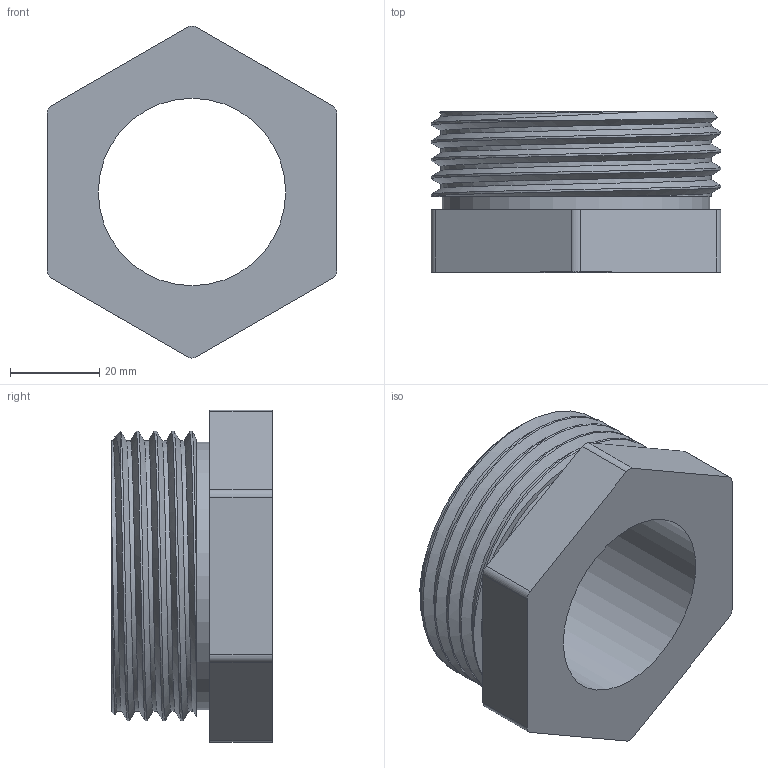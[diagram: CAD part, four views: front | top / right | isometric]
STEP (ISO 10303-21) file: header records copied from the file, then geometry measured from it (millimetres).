
FILE_DESCRIPTION (( 'STEP AP214' ), '1' );
FILE_NAME ('Part 15 Nut Guide Rod.STEP', '2025-04-02T10:41:03', ( '' ), ( '' ), 'SwSTEP 2.0', 'SolidWorks 2025', '' );
FILE_SCHEMA (( 'AUTOMOTIVE_DESIGN' ));
Length unit declared in the file: millimetre
Products named in the file (1): Part 15 Nut Guide Rod
Bounding box: 65 x 36 x 74.44 mm (x, y, z)
Volume: 68544.7 mm3; surface area: 19393.4 mm2
Topology: 1 solids, 1 shells, 23 faces, 59 edges, 40 vertices
Faces by surface type: plane 10, cylinder 9, bspline 3, cone 1
Full cylindrical faces by diameter (mm): 42 x1, 60 x1
Entity records: 2494 total; most frequent: CARTESIAN_POINT 1931, ORIENTED_EDGE 114, DIRECTION 106, EDGE_CURVE 57, AXIS2_PLACEMENT_3D 41, VERTEX_POINT 40, EDGE_LOOP 29, FACE_OUTER_BOUND 25
